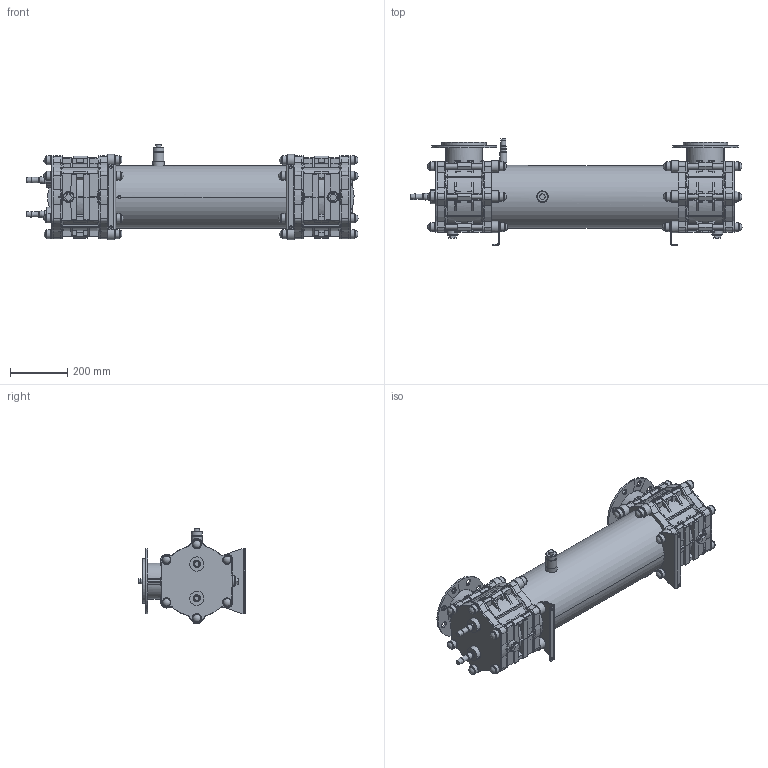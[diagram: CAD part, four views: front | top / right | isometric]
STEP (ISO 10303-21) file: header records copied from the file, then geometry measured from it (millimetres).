
FILE_DESCRIPTION(/* description */ ('CGA_TI-2200-8-4_E10'),/* implementation_level */ '2;1');
FILE_NAME(/* name */ 'V112063331.stp',/* time_stamp */ '2024-05-22T09:53:12+01:00',/* author */ ('thomas.croxson'),/* organization */ (''),/* preprocessor_version */ 'ST-DEVELOPER v18.1',/* originating_system */ 'Autodesk Inventor 2022',/* authorisation */ '');
FILE_SCHEMA (('AUTOMOTIVE_DESIGN { 1 0 10303 214 3 1 1 }'));
Products named in the file (1): V112063331
Bounding box: 1162.69 x 373.55 x 335.05 mm (x, y, z)
Volume: 47593146.7 mm3; surface area: 1641855.8 mm2
Topology: 5 solids, 5 shells, 2033 faces, 5336 edges, 3407 vertices
Faces by surface type: plane 1089, cylinder 493, cone 345, bspline 66, sphere 28, torus 12
Full cylindrical faces by diameter (mm): 9 x4, 10 x2, 12 x2, 14 x2, 16 x24, 17 x3, 19 x3, 22.1 x2, 25 x1, 25.706 x1, 27 x24, 30 x24, 31.482 x24, 38 x2, 38.388 x2, 40 x2, 40.291 x1, 156 x2
Entity records: 68918 total; most frequent: CARTESIAN_POINT 17336, ORIENTED_EDGE 10680, DIRECTION 10147, EDGE_CURVE 5340, AXIS2_PLACEMENT_3D 3616, VERTEX_POINT 3407, LINE 2915, VECTOR 2915
